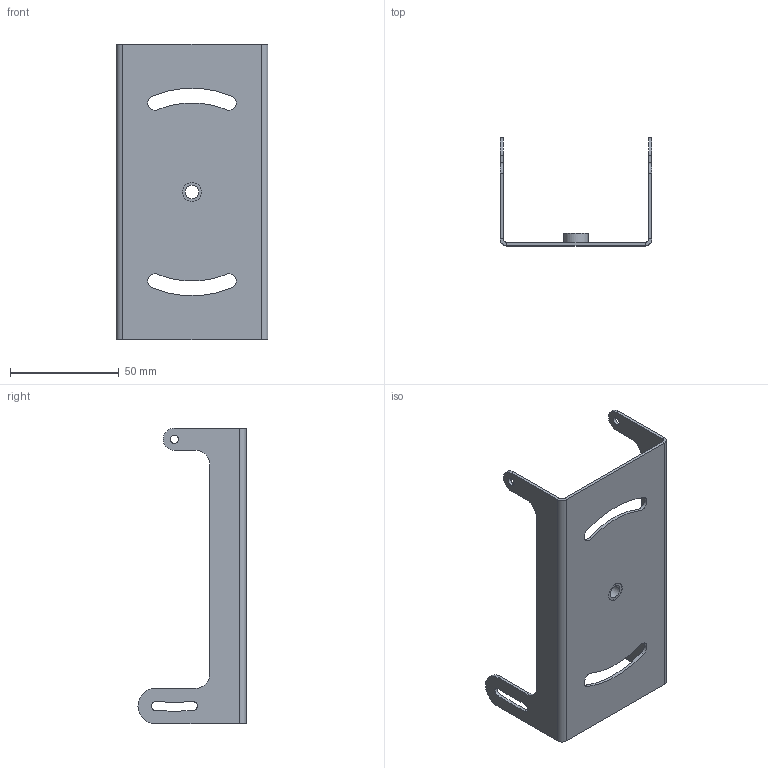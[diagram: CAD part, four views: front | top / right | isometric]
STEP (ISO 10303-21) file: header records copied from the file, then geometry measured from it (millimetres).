
FILE_DESCRIPTION((''),'2;1');
FILE_NAME('144673_SW','2011-06-06T',('banengservice'),('BANNER ENGINEERING'),'PRO/ENGINEER BY PARAMETRIC TECHNOLOGY CORPORATION, 2009141','PRO/ENGINEER BY PARAMETRIC TECHNOLOGY CORPORATION, 2009141','');
FILE_SCHEMA(('CONFIG_CONTROL_DESIGN'));
Length unit declared in the file: inch
Products named in the file (1): 144673_SW
Bounding box: 69.98 x 49.79 x 136.14 mm (x, y, z)
Volume: 21784.2 mm3; surface area: 30024.1 mm2
Topology: 1 solids, 1 shells, 217 faces, 599 edges, 394 vertices
Faces by surface type: plane 177, cylinder 40
Entity records: 6893 total; most frequent: CARTESIAN_POINT 1210, ORIENTED_EDGE 1198, DIRECTION 1113, EDGE_CURVE 599, VECTOR 519, LINE 519, VERTEX_POINT 394, AXIS2_PLACEMENT_3D 297
